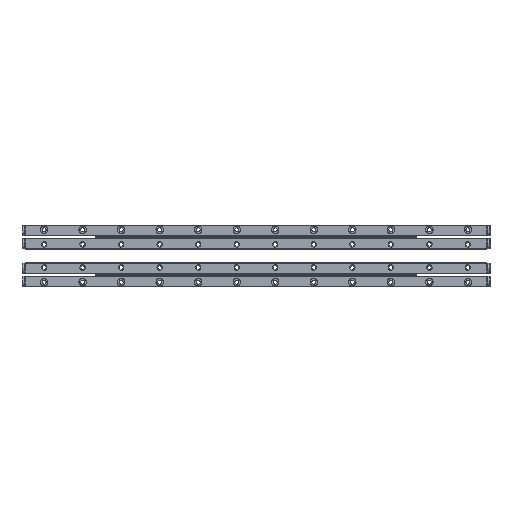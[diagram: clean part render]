
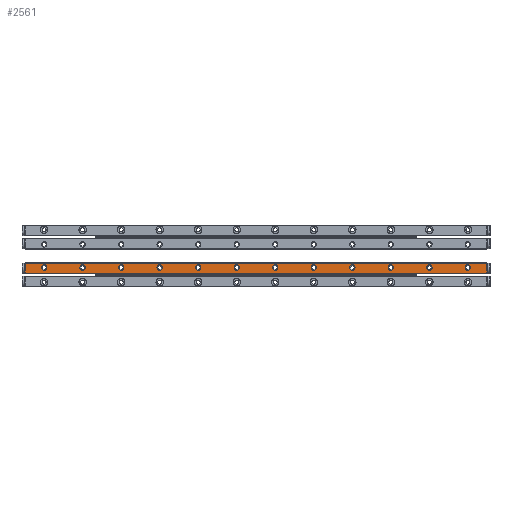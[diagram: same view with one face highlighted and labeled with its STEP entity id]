
A CAD part, top view. The second image highlights one B-rep face of the part: STEP entity #2561.
In plain terms, the highlighted face is planar.
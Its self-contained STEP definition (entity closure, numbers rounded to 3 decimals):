
#2561=ADVANCED_FACE('',(#10018,#10019,#10020,#10021,#10022,#10023,#10024,
#10025,#10026,#10027,#10028,#10029,#10030),#4062,.T.);
#4062=PLANE('',#27864);
#4881=LINE('',#39397,#7459);
#4882=LINE('',#39400,#7460);
#4883=LINE('',#39402,#7461);
#4884=LINE('',#39404,#7462);
#7459=VECTOR('',#30888,1.);
#7460=VECTOR('',#30889,1.);
#7461=VECTOR('',#30890,1.);
#7462=VECTOR('',#30891,1.);
#10018=FACE_BOUND('',#10299,.T.);
#10019=FACE_BOUND('',#10300,.T.);
#10020=FACE_BOUND('',#10301,.T.);
#10021=FACE_BOUND('',#10302,.T.);
#10022=FACE_BOUND('',#10303,.T.);
#10023=FACE_BOUND('',#10304,.T.);
#10024=FACE_BOUND('',#10305,.T.);
#10025=FACE_BOUND('',#10306,.T.);
#10026=FACE_BOUND('',#10307,.T.);
#10027=FACE_BOUND('',#10308,.T.);
#10028=FACE_BOUND('',#10309,.T.);
#10029=FACE_BOUND('',#10310,.T.);
#10030=FACE_BOUND('',#10311,.T.);
#10299=EDGE_LOOP('',(#12027));
#10300=EDGE_LOOP('',(#12028));
#10301=EDGE_LOOP('',(#12029));
#10302=EDGE_LOOP('',(#12030));
#10303=EDGE_LOOP('',(#12031));
#10304=EDGE_LOOP('',(#12032));
#10305=EDGE_LOOP('',(#12033));
#10306=EDGE_LOOP('',(#12034));
#10307=EDGE_LOOP('',(#12035));
#10308=EDGE_LOOP('',(#12036));
#10309=EDGE_LOOP('',(#12037));
#10310=EDGE_LOOP('',(#12038));
#10311=EDGE_LOOP('',(#12039,#12040,#12041,#12042));
#12027=ORIENTED_EDGE('',*,*,#22523,.T.);
#12028=ORIENTED_EDGE('',*,*,#22524,.T.);
#12029=ORIENTED_EDGE('',*,*,#22525,.T.);
#12030=ORIENTED_EDGE('',*,*,#22526,.T.);
#12031=ORIENTED_EDGE('',*,*,#22527,.T.);
#12032=ORIENTED_EDGE('',*,*,#22528,.T.);
#12033=ORIENTED_EDGE('',*,*,#22529,.T.);
#12034=ORIENTED_EDGE('',*,*,#22530,.T.);
#12035=ORIENTED_EDGE('',*,*,#22531,.T.);
#12036=ORIENTED_EDGE('',*,*,#22532,.T.);
#12037=ORIENTED_EDGE('',*,*,#22533,.T.);
#12038=ORIENTED_EDGE('',*,*,#22534,.T.);
#12039=ORIENTED_EDGE('',*,*,#22535,.T.);
#12040=ORIENTED_EDGE('',*,*,#22536,.T.);
#12041=ORIENTED_EDGE('',*,*,#22537,.T.);
#12042=ORIENTED_EDGE('',*,*,#22538,.T.);
#19967=VERTEX_POINT('',#39374);
#19968=VERTEX_POINT('',#39376);
#19969=VERTEX_POINT('',#39378);
#19970=VERTEX_POINT('',#39380);
#19971=VERTEX_POINT('',#39382);
#19972=VERTEX_POINT('',#39384);
#19973=VERTEX_POINT('',#39386);
#19974=VERTEX_POINT('',#39388);
#19975=VERTEX_POINT('',#39390);
#19976=VERTEX_POINT('',#39392);
#19977=VERTEX_POINT('',#39394);
#19978=VERTEX_POINT('',#39396);
#19979=VERTEX_POINT('',#39398);
#19980=VERTEX_POINT('',#39399);
#19981=VERTEX_POINT('',#39401);
#19982=VERTEX_POINT('',#39403);
#22523=EDGE_CURVE('',#19967,#19967,#26457,.T.);
#22524=EDGE_CURVE('',#19968,#19968,#26458,.T.);
#22525=EDGE_CURVE('',#19969,#19969,#26459,.T.);
#22526=EDGE_CURVE('',#19970,#19970,#26460,.T.);
#22527=EDGE_CURVE('',#19971,#19971,#26461,.T.);
#22528=EDGE_CURVE('',#19972,#19972,#26462,.T.);
#22529=EDGE_CURVE('',#19973,#19973,#26463,.T.);
#22530=EDGE_CURVE('',#19974,#19974,#26464,.T.);
#22531=EDGE_CURVE('',#19975,#19975,#26465,.T.);
#22532=EDGE_CURVE('',#19976,#19976,#26466,.T.);
#22533=EDGE_CURVE('',#19977,#19977,#26467,.T.);
#22534=EDGE_CURVE('',#19978,#19978,#26468,.T.);
#22535=EDGE_CURVE('',#19979,#19980,#4881,.T.);
#22536=EDGE_CURVE('',#19980,#19981,#4882,.T.);
#22537=EDGE_CURVE('',#19981,#19982,#4883,.T.);
#22538=EDGE_CURVE('',#19982,#19979,#4884,.T.);
#26457=CIRCLE('',#27852,3.525);
#26458=CIRCLE('',#27853,3.525);
#26459=CIRCLE('',#27854,3.525);
#26460=CIRCLE('',#27855,3.525);
#26461=CIRCLE('',#27856,3.525);
#26462=CIRCLE('',#27857,3.525);
#26463=CIRCLE('',#27858,3.525);
#26464=CIRCLE('',#27859,3.525);
#26465=CIRCLE('',#27860,3.525);
#26466=CIRCLE('',#27861,3.525);
#26467=CIRCLE('',#27862,3.525);
#26468=CIRCLE('',#27863,3.525);
#27852=AXIS2_PLACEMENT_3D('',#39373,#30864,#30865);
#27853=AXIS2_PLACEMENT_3D('',#39375,#30866,#30867);
#27854=AXIS2_PLACEMENT_3D('',#39377,#30868,#30869);
#27855=AXIS2_PLACEMENT_3D('',#39379,#30870,#30871);
#27856=AXIS2_PLACEMENT_3D('',#39381,#30872,#30873);
#27857=AXIS2_PLACEMENT_3D('',#39383,#30874,#30875);
#27858=AXIS2_PLACEMENT_3D('',#39385,#30876,#30877);
#27859=AXIS2_PLACEMENT_3D('',#39387,#30878,#30879);
#27860=AXIS2_PLACEMENT_3D('',#39389,#30880,#30881);
#27861=AXIS2_PLACEMENT_3D('',#39391,#30882,#30883);
#27862=AXIS2_PLACEMENT_3D('',#39393,#30884,#30885);
#27863=AXIS2_PLACEMENT_3D('',#39395,#30886,#30887);
#27864=AXIS2_PLACEMENT_3D('',#39405,#30892,#30893);
#30864=DIRECTION('',(0.,0.,1.));
#30865=DIRECTION('',(1.,0.,0.));
#30866=DIRECTION('',(0.,0.,1.));
#30867=DIRECTION('',(1.,0.,0.));
#30868=DIRECTION('',(0.,0.,1.));
#30869=DIRECTION('',(1.,0.,0.));
#30870=DIRECTION('',(0.,0.,1.));
#30871=DIRECTION('',(1.,0.,0.));
#30872=DIRECTION('',(0.,0.,1.));
#30873=DIRECTION('',(1.,0.,0.));
#30874=DIRECTION('',(0.,0.,1.));
#30875=DIRECTION('',(1.,0.,0.));
#30876=DIRECTION('',(0.,0.,1.));
#30877=DIRECTION('',(1.,0.,0.));
#30878=DIRECTION('',(0.,0.,1.));
#30879=DIRECTION('',(1.,0.,0.));
#30880=DIRECTION('',(0.,0.,1.));
#30881=DIRECTION('',(1.,0.,0.));
#30882=DIRECTION('',(0.,0.,1.));
#30883=DIRECTION('',(1.,0.,0.));
#30884=DIRECTION('',(0.,0.,1.));
#30885=DIRECTION('',(1.,0.,0.));
#30886=DIRECTION('',(0.,0.,1.));
#30887=DIRECTION('',(1.,0.,0.));
#30888=DIRECTION('',(-1.,0.,0.));
#30889=DIRECTION('',(0.,1.,0.));
#30890=DIRECTION('',(1.,0.,0.));
#30891=DIRECTION('',(0.,-1.,0.));
#30892=DIRECTION('',(0.,0.,-1.));
#30893=DIRECTION('',(-1.,0.,0.));
#39373=CARTESIAN_POINT('',(575.,6.,0.));
#39374=CARTESIAN_POINT('',(578.525,6.,0.));
#39375=CARTESIAN_POINT('',(525.,6.,0.));
#39376=CARTESIAN_POINT('',(528.525,6.,0.));
#39377=CARTESIAN_POINT('',(475.,6.,0.));
#39378=CARTESIAN_POINT('',(478.525,6.,0.));
#39379=CARTESIAN_POINT('',(425.,6.,0.));
#39380=CARTESIAN_POINT('',(428.525,6.,0.));
#39381=CARTESIAN_POINT('',(375.,6.,0.));
#39382=CARTESIAN_POINT('',(378.525,6.,0.));
#39383=CARTESIAN_POINT('',(325.,6.,0.));
#39384=CARTESIAN_POINT('',(328.525,6.,0.));
#39385=CARTESIAN_POINT('',(275.,6.,0.));
#39386=CARTESIAN_POINT('',(278.525,6.,0.));
#39387=CARTESIAN_POINT('',(225.,6.,0.));
#39388=CARTESIAN_POINT('',(228.525,6.,0.));
#39389=CARTESIAN_POINT('',(175.,6.,0.));
#39390=CARTESIAN_POINT('',(178.525,6.,0.));
#39391=CARTESIAN_POINT('',(125.,6.,0.));
#39392=CARTESIAN_POINT('',(128.525,6.,0.));
#39393=CARTESIAN_POINT('',(75.,6.,0.));
#39394=CARTESIAN_POINT('',(78.525,6.,0.));
#39395=CARTESIAN_POINT('',(25.,6.,0.));
#39396=CARTESIAN_POINT('',(28.525,6.,0.));
#39397=CARTESIAN_POINT('',(300.,0.75,0.));
#39398=CARTESIAN_POINT('',(599.275,0.75,0.));
#39399=CARTESIAN_POINT('',(0.725,0.75,0.));
#39400=CARTESIAN_POINT('',(0.725,7.,0.));
#39401=CARTESIAN_POINT('',(0.725,13.25,0.));
#39402=CARTESIAN_POINT('',(300.,13.25,0.));
#39403=CARTESIAN_POINT('',(599.275,13.25,0.));
#39404=CARTESIAN_POINT('',(599.275,7.,0.));
#39405=CARTESIAN_POINT('',(300.,7.,0.));
